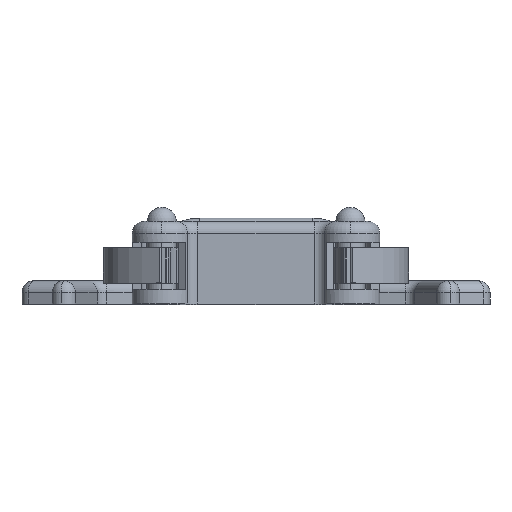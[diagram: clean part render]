
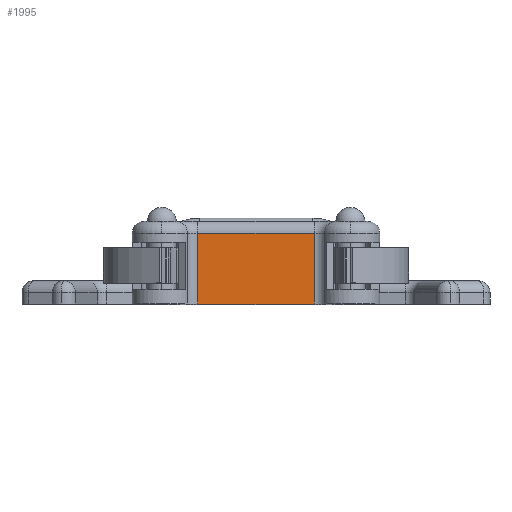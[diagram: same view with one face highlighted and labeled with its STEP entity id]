
A CAD part, top view. The second image highlights one B-rep face of the part: STEP entity #1995.
In plain terms, the highlighted planar face has unit normal (0, 0, 1).
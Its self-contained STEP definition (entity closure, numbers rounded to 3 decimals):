
#232 = VECTOR ( 'NONE', #9028, 1000. ) ;
#283 = CARTESIAN_POINT ( 'NONE',  ( 4.935, 0., 15. ) ) ;
#454 = CARTESIAN_POINT ( 'NONE',  ( -4.935, 6., 15. ) ) ;
#873 = LINE ( 'NONE', #3301, #4547 ) ;
#894 = VERTEX_POINT ( 'NONE', #6384 ) ;
#1170 = VECTOR ( 'NONE', #7517, 1000. ) ;
#1262 = VERTEX_POINT ( 'NONE', #454 ) ;
#1349 = DIRECTION ( 'NONE',  ( -1., 0., 0. ) ) ;
#1620 = CARTESIAN_POINT ( 'NONE',  ( 4.935, 0., 15. ) ) ;
#1889 = AXIS2_PLACEMENT_3D ( 'NONE', #5571, #7042, #2636 ) ;
#1898 = PLANE ( 'NONE',  #1889 ) ;
#1913 = VERTEX_POINT ( 'NONE', #283 ) ;
#1995 = ADVANCED_FACE ( 'NONE', ( #3538 ), #1898, .T. ) ;
#2101 = CARTESIAN_POINT ( 'NONE',  ( 0., 6., 15. ) ) ;
#2133 = EDGE_LOOP ( 'NONE', ( #5130, #2313, #4725, #3391 ) ) ;
#2150 = EDGE_CURVE ( 'NONE', #1262, #894, #873, .T. ) ;
#2213 = LINE ( 'NONE', #8243, #232 ) ;
#2313 = ORIENTED_EDGE ( 'NONE', *, *, #8576, .T. ) ;
#2636 = DIRECTION ( 'NONE',  ( 1., 0., 0. ) ) ;
#3301 = CARTESIAN_POINT ( 'NONE',  ( -4.935, 0., 15. ) ) ;
#3391 = ORIENTED_EDGE ( 'NONE', *, *, #4749, .T. ) ;
#3538 = FACE_OUTER_BOUND ( 'NONE', #2133, .T. ) ;
#4172 = EDGE_CURVE ( 'NONE', #1913, #8294, #7290, .T. ) ;
#4547 = VECTOR ( 'NONE', #7708, 1000. ) ;
#4725 = ORIENTED_EDGE ( 'NONE', *, *, #2150, .T. ) ;
#4749 = EDGE_CURVE ( 'NONE', #894, #1913, #2213, .T. ) ;
#5130 = ORIENTED_EDGE ( 'NONE', *, *, #4172, .T. ) ;
#5571 = CARTESIAN_POINT ( 'NONE',  ( 0., 0., 15. ) ) ;
#6384 = CARTESIAN_POINT ( 'NONE',  ( -4.935, 0., 15. ) ) ;
#7042 = DIRECTION ( 'NONE',  ( 0., 0., 1. ) ) ;
#7290 = LINE ( 'NONE', #1620, #1170 ) ;
#7352 = VECTOR ( 'NONE', #1349, 1000. ) ;
#7517 = DIRECTION ( 'NONE',  ( 0., 1., 0. ) ) ;
#7708 = DIRECTION ( 'NONE',  ( 0., -1., 0. ) ) ;
#8243 = CARTESIAN_POINT ( 'NONE',  ( 0., 0., 15. ) ) ;
#8294 = VERTEX_POINT ( 'NONE', #8883 ) ;
#8576 = EDGE_CURVE ( 'NONE', #8294, #1262, #9321, .T. ) ;
#8883 = CARTESIAN_POINT ( 'NONE',  ( 4.935, 6., 15. ) ) ;
#9028 = DIRECTION ( 'NONE',  ( 1., 0., 0. ) ) ;
#9321 = LINE ( 'NONE', #2101, #7352 ) ;
